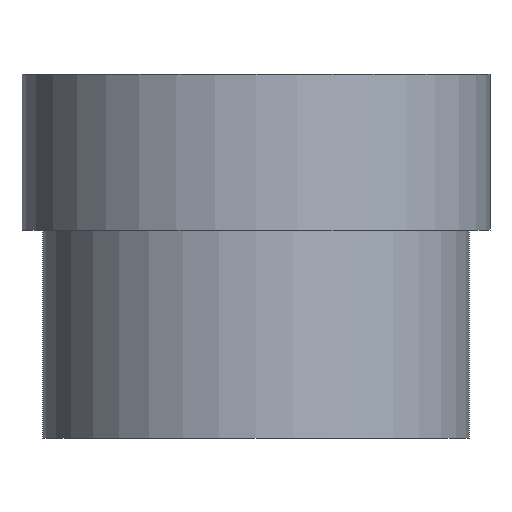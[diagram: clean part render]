
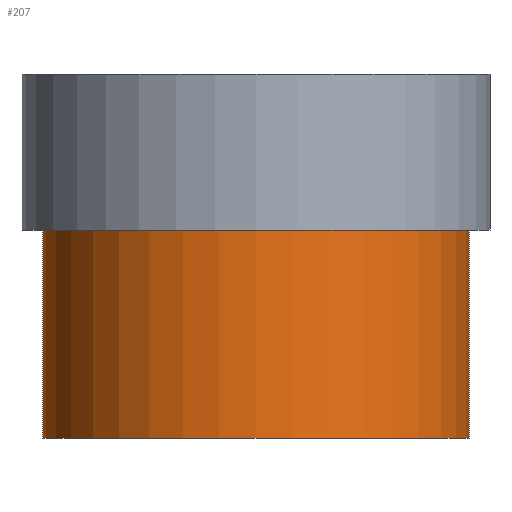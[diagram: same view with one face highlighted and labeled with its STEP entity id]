
A CAD part, front view. The second image highlights one B-rep face of the part: STEP entity #207.
In plain terms, the highlighted cylindrical face has radius 41 mm (diameter 82 mm), a partial arc.
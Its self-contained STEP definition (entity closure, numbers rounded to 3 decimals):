
#3 = DIRECTION ( 'NONE',  ( 1., 0., 0. ) ) ;
#11 = CARTESIAN_POINT ( 'NONE',  ( -41., 0., 0. ) ) ;
#22 = CARTESIAN_POINT ( 'NONE',  ( 0., 0., -40. ) ) ;
#26 = ORIENTED_EDGE ( 'NONE', *, *, #67, .T. ) ;
#36 = CYLINDRICAL_SURFACE ( 'NONE', #183, 41. ) ;
#39 = DIRECTION ( 'NONE',  ( 0., 0., -1. ) ) ;
#40 = CARTESIAN_POINT ( 'NONE',  ( -41., 0., -40. ) ) ;
#53 = VERTEX_POINT ( 'NONE', #217 ) ;
#67 = EDGE_CURVE ( 'NONE', #53, #101, #202, .T. ) ;
#76 = VECTOR ( 'NONE', #198, 1000. ) ;
#77 = VERTEX_POINT ( 'NONE', #243 ) ;
#96 = EDGE_LOOP ( 'NONE', ( #186, #126, #299, #26 ) ) ;
#100 = VECTOR ( 'NONE', #132, 1000. ) ;
#101 = VERTEX_POINT ( 'NONE', #11 ) ;
#107 = CARTESIAN_POINT ( 'NONE',  ( -41., 0., -40. ) ) ;
#126 = ORIENTED_EDGE ( 'NONE', *, *, #286, .F. ) ;
#131 = FACE_OUTER_BOUND ( 'NONE', #96, .T. ) ;
#132 = DIRECTION ( 'NONE',  ( 0., 0., 1. ) ) ;
#134 = AXIS2_PLACEMENT_3D ( 'NONE', #210, #307, #191 ) ;
#139 = CARTESIAN_POINT ( 'NONE',  ( 0., 0., -40. ) ) ;
#149 = EDGE_CURVE ( 'NONE', #234, #101, #263, .T. ) ;
#159 = CIRCLE ( 'NONE', #203, 41. ) ;
#183 = AXIS2_PLACEMENT_3D ( 'NONE', #139, #235, #3 ) ;
#186 = ORIENTED_EDGE ( 'NONE', *, *, #149, .F. ) ;
#191 = DIRECTION ( 'NONE',  ( 1., 0., 0. ) ) ;
#198 = DIRECTION ( 'NONE',  ( 0., 0., 1. ) ) ;
#200 = LINE ( 'NONE', #225, #76 ) ;
#202 = CIRCLE ( 'NONE', #134, 41. ) ;
#203 = AXIS2_PLACEMENT_3D ( 'NONE', #22, #39, #295 ) ;
#207 = ADVANCED_FACE ( 'NONE', ( #131 ), #36, .T. ) ;
#210 = CARTESIAN_POINT ( 'NONE',  ( 0., 0., 0. ) ) ;
#217 = CARTESIAN_POINT ( 'NONE',  ( 41., 0., 0. ) ) ;
#225 = CARTESIAN_POINT ( 'NONE',  ( 41., 0., -40. ) ) ;
#234 = VERTEX_POINT ( 'NONE', #40 ) ;
#235 = DIRECTION ( 'NONE',  ( 0., 0., 1. ) ) ;
#243 = CARTESIAN_POINT ( 'NONE',  ( 41., 0., -40. ) ) ;
#263 = LINE ( 'NONE', #107, #100 ) ;
#265 = EDGE_CURVE ( 'NONE', #77, #53, #200, .T. ) ;
#286 = EDGE_CURVE ( 'NONE', #77, #234, #159, .T. ) ;
#295 = DIRECTION ( 'NONE',  ( -1., 0., 0. ) ) ;
#299 = ORIENTED_EDGE ( 'NONE', *, *, #265, .T. ) ;
#307 = DIRECTION ( 'NONE',  ( 0., 0., -1. ) ) ;
